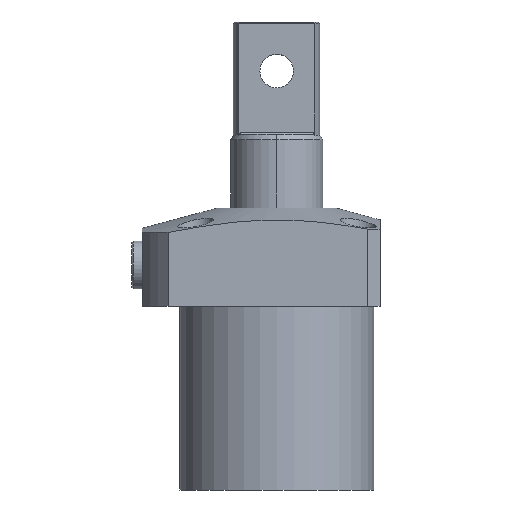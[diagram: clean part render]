
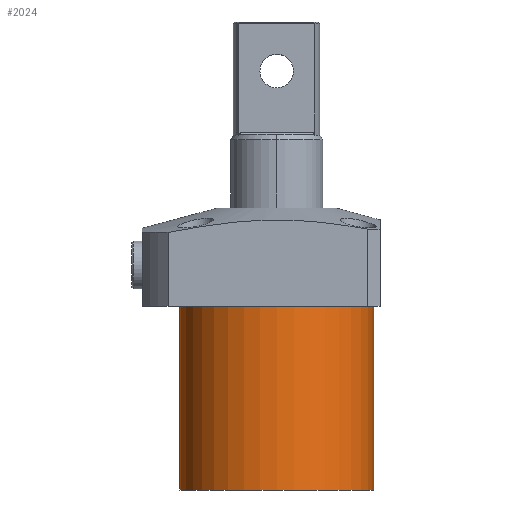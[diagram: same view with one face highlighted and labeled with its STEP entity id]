
A CAD part, front view. The second image highlights one B-rep face of the part: STEP entity #2024.
In plain terms, the highlighted cylindrical face has radius 37.5 mm (diameter 75 mm), a partial arc.
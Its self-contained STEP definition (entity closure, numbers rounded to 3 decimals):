
#127 = CARTESIAN_POINT ( 'NONE',  ( 0., 0., -71. ) ) ;
#175 = LINE ( 'NONE', #2562, #809 ) ;
#420 = CARTESIAN_POINT ( 'NONE',  ( 37.5, 0., 0. ) ) ;
#474 = DIRECTION ( 'NONE',  ( 0., 0., -1. ) ) ;
#584 = EDGE_CURVE ( 'NONE', #3931, #2308, #3727, .T. ) ;
#696 = AXIS2_PLACEMENT_3D ( 'NONE', #812, #2727, #2686 ) ;
#709 = CARTESIAN_POINT ( 'NONE',  ( 37.5, 0., -71. ) ) ;
#809 = VECTOR ( 'NONE', #3797, 1000. ) ;
#811 = CARTESIAN_POINT ( 'NONE',  ( -37.5, 0., 0. ) ) ;
#812 = CARTESIAN_POINT ( 'NONE',  ( 0., 0., -71. ) ) ;
#864 = CYLINDRICAL_SURFACE ( 'NONE', #696, 37.5 ) ;
#1043 = CARTESIAN_POINT ( 'NONE',  ( -37.5, 0., -71. ) ) ;
#1113 = VERTEX_POINT ( 'NONE', #420 ) ;
#1168 = EDGE_CURVE ( 'NONE', #3931, #1113, #2069, .T. ) ;
#1282 = FACE_OUTER_BOUND ( 'NONE', #1937, .T. ) ;
#1713 = CARTESIAN_POINT ( 'NONE',  ( 37.5, 0., -71. ) ) ;
#1937 = EDGE_LOOP ( 'NONE', ( #3919, #3864, #3522, #2847 ) ) ;
#2024 = ADVANCED_FACE ( 'NONE', ( #1282 ), #864, .T. ) ;
#2044 = EDGE_CURVE ( 'NONE', #1113, #3058, #2731, .T. ) ;
#2069 = LINE ( 'NONE', #1713, #2785 ) ;
#2097 = CARTESIAN_POINT ( 'NONE',  ( 0., 0., 0. ) ) ;
#2308 = VERTEX_POINT ( 'NONE', #1043 ) ;
#2562 = CARTESIAN_POINT ( 'NONE',  ( -37.5, 0., -71. ) ) ;
#2591 = DIRECTION ( 'NONE',  ( -1., 0., 0. ) ) ;
#2654 = DIRECTION ( 'NONE',  ( 0., 0., 1. ) ) ;
#2686 = DIRECTION ( 'NONE',  ( 1., 0., 0. ) ) ;
#2727 = DIRECTION ( 'NONE',  ( 0., 0., 1. ) ) ;
#2731 = CIRCLE ( 'NONE', #4004, 37.5 ) ;
#2785 = VECTOR ( 'NONE', #2654, 1000. ) ;
#2847 = ORIENTED_EDGE ( 'NONE', *, *, #2044, .T. ) ;
#2855 = EDGE_CURVE ( 'NONE', #2308, #3058, #175, .T. ) ;
#2874 = AXIS2_PLACEMENT_3D ( 'NONE', #127, #474, #2591 ) ;
#3028 = DIRECTION ( 'NONE',  ( 0., 0., -1. ) ) ;
#3058 = VERTEX_POINT ( 'NONE', #811 ) ;
#3327 = DIRECTION ( 'NONE',  ( 1., 0., 0. ) ) ;
#3522 = ORIENTED_EDGE ( 'NONE', *, *, #1168, .T. ) ;
#3727 = CIRCLE ( 'NONE', #2874, 37.5 ) ;
#3797 = DIRECTION ( 'NONE',  ( 0., 0., 1. ) ) ;
#3864 = ORIENTED_EDGE ( 'NONE', *, *, #584, .F. ) ;
#3919 = ORIENTED_EDGE ( 'NONE', *, *, #2855, .F. ) ;
#3931 = VERTEX_POINT ( 'NONE', #709 ) ;
#4004 = AXIS2_PLACEMENT_3D ( 'NONE', #2097, #3028, #3327 ) ;
